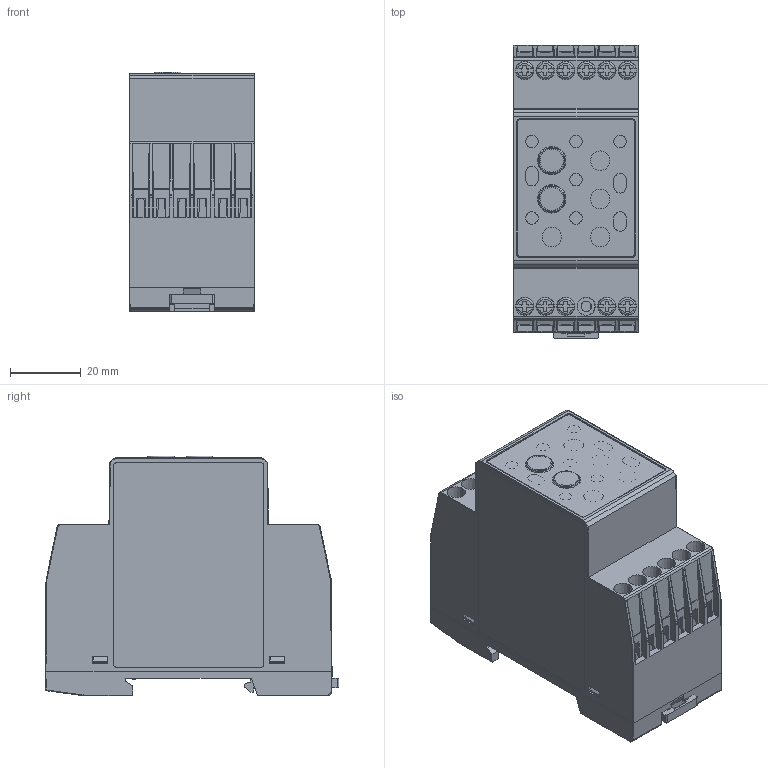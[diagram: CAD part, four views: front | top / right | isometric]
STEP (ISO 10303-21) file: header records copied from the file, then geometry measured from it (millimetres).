
FILE_DESCRIPTION(/* description */ (''),/* implementation_level */ '2;1');
FILE_NAME(/* name */ 'DEA71DM24AXXX.stp',/* time_stamp */ '2017-11-23T14:28:10+01:00',/* author */ ('rtamburlin'),/* organization */ (''),/* preprocessor_version */ 'ST-DEVELOPER v16.5',/* originating_system */ 'Autodesk Inventor 2017',/* authorisation */ '');
FILE_SCHEMA (('AUTOMOTIVE_DESIGN { 1 0 10303 214 3 1 1 }'));
Products named in the file (1): DEA71DM24AXXX
Bounding box: 35.5 x 82.9 x 67.69 mm (x, y, z)
Volume: 35437.6 mm3; surface area: 51672.3 mm2
Topology: 2 solids, 2 shells, 1757 faces, 4849 edges, 3149 vertices
Faces by surface type: plane 1072, cylinder 530, cone 73, torus 42, bspline 32, sphere 8
Full cylindrical faces by diameter (mm): 2 x1, 2.3 x11, 2.45 x11, 3 x11, 4.9 x11, 7 x2, 7.5 x2
Entity records: 57053 total; most frequent: CARTESIAN_POINT 11608, ORIENTED_EDGE 9502, DIRECTION 9448, EDGE_CURVE 4751, LINE 3418, VECTOR 3418, VERTEX_POINT 3135, AXIS2_PLACEMENT_3D 3015
